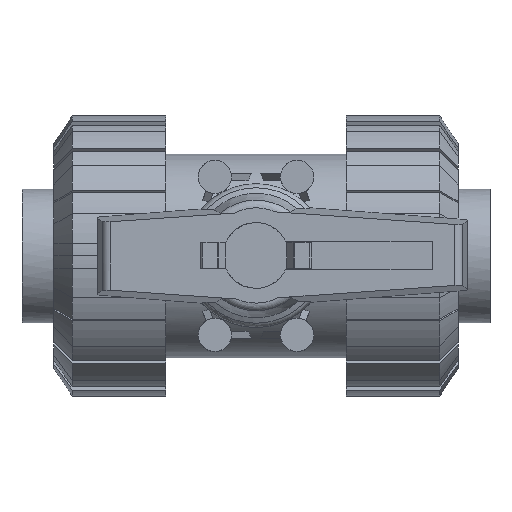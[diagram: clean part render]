
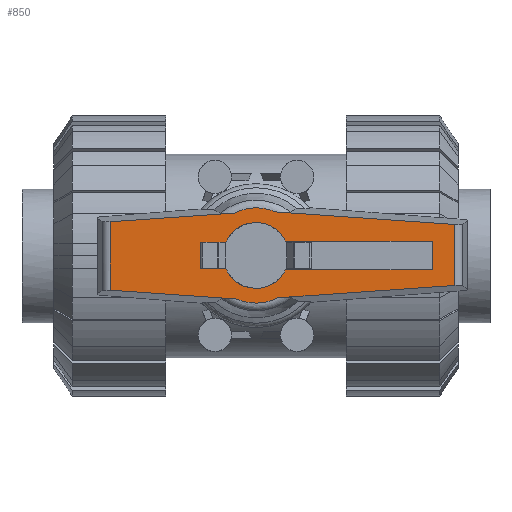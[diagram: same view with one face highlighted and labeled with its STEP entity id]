
A CAD part, top view. The second image highlights one B-rep face of the part: STEP entity #850.
In plain terms, the highlighted planar face has unit normal (0, 0, 1).
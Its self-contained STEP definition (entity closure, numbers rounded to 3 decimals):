
#850=ADVANCED_FACE('',(#1952,#1953),#1954,.T.);
#1952=FACE_BOUND('',#3378,.T.);
#1953=FACE_OUTER_BOUND('',#3379,.T.);
#1954=PLANE('',#3380);
#3378=EDGE_LOOP('',(#6008,#6009,#6010,#6011,#6012,#6013,#6014,#6015));
#3379=EDGE_LOOP('',(#6016,#6017,#6018,#6019,#6020,#6021,#6022,#6023));
#3380=AXIS2_PLACEMENT_3D('',#6024,#6025,#6026);
#6008=ORIENTED_EDGE('',*,*,#9445,.T.);
#6009=ORIENTED_EDGE('',*,*,#9516,.T.);
#6010=ORIENTED_EDGE('',*,*,#9623,.T.);
#6011=ORIENTED_EDGE('',*,*,#9631,.T.);
#6012=ORIENTED_EDGE('',*,*,#9427,.T.);
#6013=ORIENTED_EDGE('',*,*,#9367,.T.);
#6014=ORIENTED_EDGE('',*,*,#9358,.T.);
#6015=ORIENTED_EDGE('',*,*,#9436,.T.);
#6016=ORIENTED_EDGE('',*,*,#9579,.T.);
#6017=ORIENTED_EDGE('',*,*,#9744,.T.);
#6018=ORIENTED_EDGE('',*,*,#9671,.T.);
#6019=ORIENTED_EDGE('',*,*,#9689,.F.);
#6020=ORIENTED_EDGE('',*,*,#9612,.T.);
#6021=ORIENTED_EDGE('',*,*,#9715,.T.);
#6022=ORIENTED_EDGE('',*,*,#9658,.T.);
#6023=ORIENTED_EDGE('',*,*,#9687,.T.);
#6024=CARTESIAN_POINT('',(5.807,0.0,117.0));
#6025=DIRECTION('',(0.0,0.0,1.0));
#6026=DIRECTION('',(1.0,0.0,0.0));
#9358=EDGE_CURVE('',#11168,#11169,#11170,.T.);
#9367=EDGE_CURVE('',#11183,#11168,#11184,.T.);
#9427=EDGE_CURVE('',#11280,#11183,#11281,.T.);
#9436=EDGE_CURVE('',#11169,#11294,#11295,.T.);
#9445=EDGE_CURVE('',#11294,#11305,#11306,.T.);
#9516=EDGE_CURVE('',#11305,#11397,#11399,.T.);
#9579=EDGE_CURVE('',#11505,#11503,#11506,.T.);
#9612=EDGE_CURVE('',#11562,#11560,#11563,.T.);
#9623=EDGE_CURVE('',#11397,#11580,#11581,.T.);
#9631=EDGE_CURVE('',#11580,#11280,#11590,.T.);
#9658=EDGE_CURVE('',#11627,#11625,#11628,.T.);
#9671=EDGE_CURVE('',#11649,#11647,#11650,.T.);
#9687=EDGE_CURVE('',#11625,#11505,#11669,.T.);
#9689=EDGE_CURVE('',#11562,#11647,#11671,.T.);
#9715=EDGE_CURVE('',#11560,#11627,#11703,.T.);
#9744=EDGE_CURVE('',#11503,#11649,#11732,.T.);
#11168=VERTEX_POINT('',#13831);
#11169=VERTEX_POINT('',#13832);
#11170=LINE('',#13833,#13834);
#11183=VERTEX_POINT('',#13853);
#11184=LINE('',#13854,#13855);
#11280=VERTEX_POINT('',#13984);
#11281=CIRCLE('',#13985,8.0);
#11294=VERTEX_POINT('',#14000);
#11295=LINE('',#14001,#14002);
#11305=VERTEX_POINT('',#14017);
#11306=CIRCLE('',#14018,8.0);
#11397=VERTEX_POINT('',#14142);
#11399=LINE('',#14145,#14146);
#11503=VERTEX_POINT('',#14448);
#11505=VERTEX_POINT('',#14479);
#11506=LINE('',#14480,#14481);
#11560=VERTEX_POINT('',#14654);
#11562=VERTEX_POINT('',#14685);
#11563=LINE('',#14686,#14687);
#11580=VERTEX_POINT('',#14709);
#11581=LINE('',#14710,#14711);
#11590=LINE('',#14723,#14724);
#11625=VERTEX_POINT('',#14769);
#11627=VERTEX_POINT('',#14771);
#11628=LINE('',#14772,#14773);
#11647=VERTEX_POINT('',#14858);
#11649=VERTEX_POINT('',#14860);
#11650=LINE('',#14861,#14862);
#11669=LINE('',#14949,#14950);
#11671=LINE('',#14952,#14953);
#11703=CIRCLE('',#15055,11.613);
#11732=CIRCLE('',#15084,11.613);
#13831=CARTESIAN_POINT('',(42.917,3.5,117.0));
#13832=CARTESIAN_POINT('',(42.917,-3.5,117.0));
#13833=CARTESIAN_POINT('',(42.917,0.0,117.0));
#13834=VECTOR('',#19491,1.0);
#13853=CARTESIAN_POINT('',(7.194,3.5,117.0));
#13854=CARTESIAN_POINT('',(13.632,3.5,117.0));
#13855=VECTOR('',#19498,1.0);
#13984=CARTESIAN_POINT('',(-7.354,3.15,117.0));
#13985=AXIS2_PLACEMENT_3D('',#19586,#19587,#19588);
#14000=CARTESIAN_POINT('',(7.194,-3.5,117.0));
#14001=CARTESIAN_POINT('',(13.632,-3.5,117.0));
#14002=VECTOR('',#19603,1.0);
#14017=CARTESIAN_POINT('',(-7.354,-3.15,117.0));
#14018=AXIS2_PLACEMENT_3D('',#19609,#19610,#19611);
#14142=CARTESIAN_POINT('',(-13.417,-3.15,117.0));
#14145=CARTESIAN_POINT('',(-2.269,-3.15,117.0));
#14146=VECTOR('',#19679,1.0);
#14448=CARTESIAN_POINT('',(-4.722,-10.61,117.0));
#14479=CARTESIAN_POINT('',(-35.537,-8.455,117.0));
#14480=CARTESIAN_POINT('',(-3.994,-10.661,117.0));
#14481=VECTOR('',#19732,1.0);
#14654=CARTESIAN_POINT('',(4.722,10.61,117.0));
#14685=CARTESIAN_POINT('',(48.412,7.555,117.0));
#14686=CARTESIAN_POINT('',(27.206,9.038,117.0));
#14687=VECTOR('',#19759,1.0);
#14709=CARTESIAN_POINT('',(-13.417,3.15,117.0));
#14710=CARTESIAN_POINT('',(-13.417,4.725,117.0));
#14711=VECTOR('',#19774,1.0);
#14723=CARTESIAN_POINT('',(-2.269,3.15,117.0));
#14724=VECTOR('',#19781,1.0);
#14769=CARTESIAN_POINT('',(-35.537,8.207,117.0));
#14771=CARTESIAN_POINT('',(-5.327,10.319,117.0));
#14772=CARTESIAN_POINT('',(-3.1,10.475,117.0));
#14773=VECTOR('',#19813,1.0);
#14858=CARTESIAN_POINT('',(48.412,-7.307,117.0));
#14860=CARTESIAN_POINT('',(5.327,-10.319,117.0));
#14861=CARTESIAN_POINT('',(28.065,-8.729,117.0));
#14862=VECTOR('',#19826,1.0);
#14949=CARTESIAN_POINT('',(-35.537,12.6,117.0));
#14950=VECTOR('',#19832,1.0);
#14952=CARTESIAN_POINT('',(48.412,12.6,117.0));
#14953=VECTOR('',#19833,1.0);
#15055=AXIS2_PLACEMENT_3D('',#19866,#19867,#19868);
#15084=AXIS2_PLACEMENT_3D('',#19902,#19903,#19904);
#19491=DIRECTION('',(0.0,-1.0,0.0));
#19498=DIRECTION('',(1.0,0.0,-0.0));
#19586=CARTESIAN_POINT('',(0.0,0.0,117.0));
#19587=DIRECTION('',(0.0,0.0,-1.0));
#19588=DIRECTION('',(1.0,0.0,0.0));
#19603=DIRECTION('',(-1.0,0.0,0.0));
#19609=CARTESIAN_POINT('',(0.0,0.0,117.0));
#19610=DIRECTION('',(0.0,0.0,-1.0));
#19611=DIRECTION('',(1.0,0.0,0.0));
#19679=DIRECTION('',(-1.0,0.0,0.0));
#19732=DIRECTION('',(0.998,-0.07,0.0));
#19759=DIRECTION('',(-0.998,0.07,0.0));
#19774=DIRECTION('',(0.0,1.0,-0.0));
#19781=DIRECTION('',(1.0,0.0,0.0));
#19813=DIRECTION('',(-0.998,-0.07,0.0));
#19826=DIRECTION('',(0.998,0.07,-0.0));
#19832=DIRECTION('',(0.0,-1.0,0.0));
#19833=DIRECTION('',(0.0,-1.0,0.0));
#19866=CARTESIAN_POINT('',(0.0,0.0,117.0));
#19867=DIRECTION('',(0.0,0.0,1.0));
#19868=DIRECTION('',(1.0,0.0,0.0));
#19902=CARTESIAN_POINT('',(0.0,0.0,117.0));
#19903=DIRECTION('',(0.0,0.0,1.0));
#19904=DIRECTION('',(1.0,0.0,0.0));
